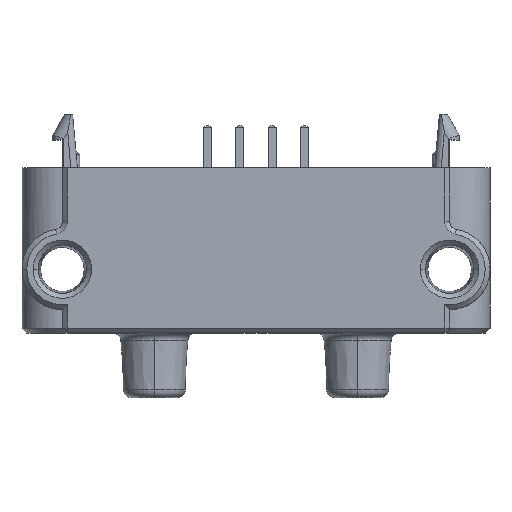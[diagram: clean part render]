
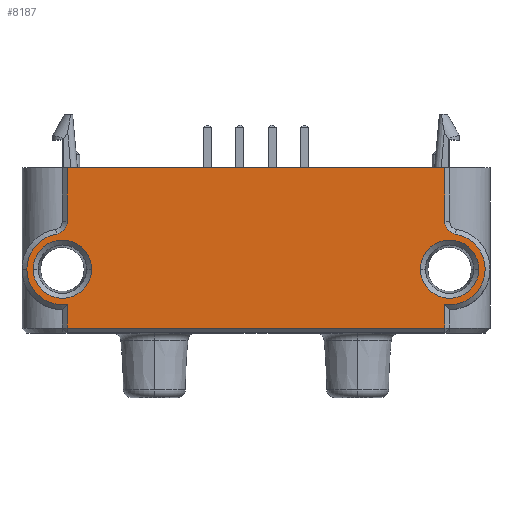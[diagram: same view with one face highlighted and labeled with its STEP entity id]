
A CAD part, top view. The second image highlights one B-rep face of the part: STEP entity #8187.
In plain terms, the highlighted planar face has unit normal (0, 0, 1).
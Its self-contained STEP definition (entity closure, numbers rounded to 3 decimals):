
#813 = CARTESIAN_POINT ( 'NONE',  ( -11.7, 0.3, 8.975 ) ) ;
#852 = CARTESIAN_POINT ( 'NONE',  ( -12., 3.95, 8.975 ) ) ;
#1005 = CIRCLE ( 'NONE', #10796, 2.2 ) ;
#1640 = VERTEX_POINT ( 'NONE', #7732 ) ;
#1743 = ORIENTED_EDGE ( 'NONE', *, *, #1859, .T. ) ;
#1809 = ORIENTED_EDGE ( 'NONE', *, *, #16615, .T. ) ;
#1859 = EDGE_CURVE ( 'NONE', #18764, #8794, #14429, .T. ) ;
#2029 = CARTESIAN_POINT ( 'NONE',  ( 11.7, 1.771, 8.975 ) ) ;
#2075 = LINE ( 'NONE', #16064, #12705 ) ;
#2160 = CARTESIAN_POINT ( 'NONE',  ( -12., 3.95, 8.975 ) ) ;
#2224 = ORIENTED_EDGE ( 'NONE', *, *, #11847, .T. ) ;
#2621 = AXIS2_PLACEMENT_3D ( 'NONE', #5220, #18439, #7122 ) ;
#2755 = DIRECTION ( 'NONE',  ( -1., 0., 0. ) ) ;
#2847 = CARTESIAN_POINT ( 'NONE',  ( 13.807, 3.95, 8.975 ) ) ;
#3114 = ORIENTED_EDGE ( 'NONE', *, *, #21502, .T. ) ;
#3187 = LINE ( 'NONE', #23295, #7573 ) ;
#3327 = FACE_BOUND ( 'NONE', #10071, .T. ) ;
#3335 = LINE ( 'NONE', #22872, #12166 ) ;
#3520 = AXIS2_PLACEMENT_3D ( 'NONE', #16428, #5124, #18352 ) ;
#3664 = DIRECTION ( 'NONE',  ( 0., -1., 0. ) ) ;
#4049 = DIRECTION ( 'NONE',  ( -1., 0., 0. ) ) ;
#4245 = VERTEX_POINT ( 'NONE', #20718 ) ;
#4246 = EDGE_CURVE ( 'NONE', #21741, #4245, #21799, .T. ) ;
#4267 = DIRECTION ( 'NONE',  ( 0., 0., -1. ) ) ;
#4362 = CARTESIAN_POINT ( 'NONE',  ( 11.7, 0.3, 8.975 ) ) ;
#4374 = EDGE_CURVE ( 'NONE', #12671, #17789, #8770, .T. ) ;
#4430 = DIRECTION ( 'NONE',  ( 0., 1., 0. ) ) ;
#4432 = EDGE_CURVE ( 'NONE', #19334, #14909, #3187, .T. ) ;
#4773 = DIRECTION ( 'NONE',  ( 1., 0., 0. ) ) ;
#5111 = EDGE_CURVE ( 'NONE', #13147, #18764, #5177, .T. ) ;
#5124 = DIRECTION ( 'NONE',  ( 0., 0., -1. ) ) ;
#5132 = CARTESIAN_POINT ( 'NONE',  ( 12., 3.95, 8.975 ) ) ;
#5177 = CIRCLE ( 'NONE', #2621, 0.8 ) ;
#5220 = CARTESIAN_POINT ( 'NONE',  ( -12.5, 6.908, 8.975 ) ) ;
#5940 = CARTESIAN_POINT ( 'NONE',  ( -10.193, 3.95, 8.975 ) ) ;
#6095 = VECTOR ( 'NONE', #11283, 1000. ) ;
#6144 = ORIENTED_EDGE ( 'NONE', *, *, #12824, .T. ) ;
#6491 = EDGE_CURVE ( 'NONE', #13704, #13147, #21710, .T. ) ;
#6904 = VERTEX_POINT ( 'NONE', #813 ) ;
#7032 = DIRECTION ( 'NONE',  ( -1., 0., 0. ) ) ;
#7122 = DIRECTION ( 'NONE',  ( -1., 0., 0. ) ) ;
#7573 = VECTOR ( 'NONE', #4430, 1000. ) ;
#7684 = AXIS2_PLACEMENT_3D ( 'NONE', #13450, #22966, #11618 ) ;
#7686 = CARTESIAN_POINT ( 'NONE',  ( -11.7, 10.25, 8.975 ) ) ;
#7732 = CARTESIAN_POINT ( 'NONE',  ( 12.367, 6.119, 8.975 ) ) ;
#8166 = DIRECTION ( 'NONE',  ( 0., -1., 0. ) ) ;
#8187 = ADVANCED_FACE ( 'NONE', ( #8330, #3327, #12748 ), #15324, .F. ) ;
#8228 = CIRCLE ( 'NONE', #14990, 0.8 ) ;
#8330 = FACE_BOUND ( 'NONE', #9486, .T. ) ;
#8770 = CIRCLE ( 'NONE', #14151, 1.807 ) ;
#8794 = VERTEX_POINT ( 'NONE', #13960 ) ;
#8857 = CARTESIAN_POINT ( 'NONE',  ( 12.5, 6.908, 8.975 ) ) ;
#8896 = ORIENTED_EDGE ( 'NONE', *, *, #6491, .T. ) ;
#9020 = DIRECTION ( 'NONE',  ( 0., 0., 1. ) ) ;
#9344 = EDGE_CURVE ( 'NONE', #13704, #4245, #2075, .T. ) ;
#9486 = EDGE_LOOP ( 'NONE', ( #6144, #23490 ) ) ;
#10071 = EDGE_LOOP ( 'NONE', ( #1809, #16265 ) ) ;
#10392 = CARTESIAN_POINT ( 'NONE',  ( 11.7, 6.908, 8.975 ) ) ;
#10394 = EDGE_CURVE ( 'NONE', #1640, #21741, #8228, .T. ) ;
#10641 = CIRCLE ( 'NONE', #3520, 1.807 ) ;
#10739 = DIRECTION ( 'NONE',  ( -1., 0., 0. ) ) ;
#10796 = AXIS2_PLACEMENT_3D ( 'NONE', #20343, #9020, #22265 ) ;
#10810 = CIRCLE ( 'NONE', #23456, 1.807 ) ;
#11007 = ORIENTED_EDGE ( 'NONE', *, *, #4246, .T. ) ;
#11175 = DIRECTION ( 'NONE',  ( 0., 0., -1. ) ) ;
#11283 = DIRECTION ( 'NONE',  ( 0., 1., 0. ) ) ;
#11618 = DIRECTION ( 'NONE',  ( -1., 0., 0. ) ) ;
#11847 = EDGE_CURVE ( 'NONE', #6904, #19334, #3335, .T. ) ;
#11907 = LINE ( 'NONE', #7686, #13104 ) ;
#12166 = VECTOR ( 'NONE', #13438, 1000. ) ;
#12253 = VERTEX_POINT ( 'NONE', #20120 ) ;
#12671 = VERTEX_POINT ( 'NONE', #21436 ) ;
#12705 = VECTOR ( 'NONE', #4773, 1000. ) ;
#12748 = FACE_OUTER_BOUND ( 'NONE', #14531, .T. ) ;
#12824 = EDGE_CURVE ( 'NONE', #17789, #12671, #10641, .T. ) ;
#13104 = VECTOR ( 'NONE', #3664, 1000. ) ;
#13147 = VERTEX_POINT ( 'NONE', #17410 ) ;
#13438 = DIRECTION ( 'NONE',  ( 1., 0., 0. ) ) ;
#13450 = CARTESIAN_POINT ( 'NONE',  ( -12., 10.25, 8.975 ) ) ;
#13704 = VERTEX_POINT ( 'NONE', #21706 ) ;
#13892 = EDGE_CURVE ( 'NONE', #12253, #24353, #14783, .T. ) ;
#13960 = CARTESIAN_POINT ( 'NONE',  ( -14.2, 3.95, 8.975 ) ) ;
#14054 = DIRECTION ( 'NONE',  ( 0., 0., 1. ) ) ;
#14151 = AXIS2_PLACEMENT_3D ( 'NONE', #15550, #4267, #17473 ) ;
#14170 = CIRCLE ( 'NONE', #19087, 2.2 ) ;
#14429 = CIRCLE ( 'NONE', #20919, 2.2 ) ;
#14531 = EDGE_LOOP ( 'NONE', ( #15772, #8896, #22930, #1743, #24036, #3114, #2224, #16817, #23635, #17673, #11007 ) ) ;
#14783 = CIRCLE ( 'NONE', #22369, 1.807 ) ;
#14909 = VERTEX_POINT ( 'NONE', #2029 ) ;
#14990 = AXIS2_PLACEMENT_3D ( 'NONE', #8857, #22095, #10739 ) ;
#15324 = PLANE ( 'NONE',  #7684 ) ;
#15342 = DIRECTION ( 'NONE',  ( 0., 0., -1. ) ) ;
#15550 = CARTESIAN_POINT ( 'NONE',  ( 12., 3.95, 8.975 ) ) ;
#15659 = CARTESIAN_POINT ( 'NONE',  ( -11.7, 10.25, 8.975 ) ) ;
#15772 = ORIENTED_EDGE ( 'NONE', *, *, #9344, .F. ) ;
#16064 = CARTESIAN_POINT ( 'NONE',  ( -12., 10.25, 8.975 ) ) ;
#16265 = ORIENTED_EDGE ( 'NONE', *, *, #13892, .T. ) ;
#16428 = CARTESIAN_POINT ( 'NONE',  ( 12., 3.95, 8.975 ) ) ;
#16615 = EDGE_CURVE ( 'NONE', #24353, #12253, #10810, .T. ) ;
#16639 = VECTOR ( 'NONE', #8166, 1000. ) ;
#16817 = ORIENTED_EDGE ( 'NONE', *, *, #4432, .T. ) ;
#16818 = CARTESIAN_POINT ( 'NONE',  ( 11.7, 10.25, 8.975 ) ) ;
#17410 = CARTESIAN_POINT ( 'NONE',  ( -11.7, 6.908, 8.975 ) ) ;
#17473 = DIRECTION ( 'NONE',  ( -1., 0., 0. ) ) ;
#17673 = ORIENTED_EDGE ( 'NONE', *, *, #10394, .T. ) ;
#17789 = VERTEX_POINT ( 'NONE', #2847 ) ;
#18352 = DIRECTION ( 'NONE',  ( -1., 0., 0. ) ) ;
#18359 = DIRECTION ( 'NONE',  ( 0., 0., 1. ) ) ;
#18439 = DIRECTION ( 'NONE',  ( 0., 0., -1. ) ) ;
#18764 = VERTEX_POINT ( 'NONE', #21389 ) ;
#19087 = AXIS2_PLACEMENT_3D ( 'NONE', #5132, #18359, #7032 ) ;
#19334 = VERTEX_POINT ( 'NONE', #4362 ) ;
#20120 = CARTESIAN_POINT ( 'NONE',  ( -13.807, 3.95, 8.975 ) ) ;
#20343 = CARTESIAN_POINT ( 'NONE',  ( -12., 3.95, 8.975 ) ) ;
#20718 = CARTESIAN_POINT ( 'NONE',  ( 11.7, 10.25, 8.975 ) ) ;
#20919 = AXIS2_PLACEMENT_3D ( 'NONE', #852, #14054, #2755 ) ;
#21000 = CARTESIAN_POINT ( 'NONE',  ( -11.7, 1.771, 8.975 ) ) ;
#21326 = EDGE_CURVE ( 'NONE', #8794, #24283, #1005, .T. ) ;
#21389 = CARTESIAN_POINT ( 'NONE',  ( -12.367, 6.119, 8.975 ) ) ;
#21436 = CARTESIAN_POINT ( 'NONE',  ( 10.193, 3.95, 8.975 ) ) ;
#21502 = EDGE_CURVE ( 'NONE', #24283, #6904, #11907, .T. ) ;
#21706 = CARTESIAN_POINT ( 'NONE',  ( -11.7, 10.25, 8.975 ) ) ;
#21710 = LINE ( 'NONE', #15659, #16639 ) ;
#21741 = VERTEX_POINT ( 'NONE', #10392 ) ;
#21799 = LINE ( 'NONE', #16818, #6095 ) ;
#22095 = DIRECTION ( 'NONE',  ( 0., 0., -1. ) ) ;
#22265 = DIRECTION ( 'NONE',  ( -1., 0., 0. ) ) ;
#22369 = AXIS2_PLACEMENT_3D ( 'NONE', #22533, #11175, #24448 ) ;
#22533 = CARTESIAN_POINT ( 'NONE',  ( -12., 3.95, 8.975 ) ) ;
#22872 = CARTESIAN_POINT ( 'NONE',  ( -12., 0.3, 8.975 ) ) ;
#22930 = ORIENTED_EDGE ( 'NONE', *, *, #5111, .T. ) ;
#22966 = DIRECTION ( 'NONE',  ( 0., 0., -1. ) ) ;
#23295 = CARTESIAN_POINT ( 'NONE',  ( 11.7, 10.25, 8.975 ) ) ;
#23456 = AXIS2_PLACEMENT_3D ( 'NONE', #2160, #15342, #4049 ) ;
#23490 = ORIENTED_EDGE ( 'NONE', *, *, #4374, .T. ) ;
#23635 = ORIENTED_EDGE ( 'NONE', *, *, #24114, .T. ) ;
#24036 = ORIENTED_EDGE ( 'NONE', *, *, #21326, .T. ) ;
#24114 = EDGE_CURVE ( 'NONE', #14909, #1640, #14170, .T. ) ;
#24283 = VERTEX_POINT ( 'NONE', #21000 ) ;
#24353 = VERTEX_POINT ( 'NONE', #5940 ) ;
#24448 = DIRECTION ( 'NONE',  ( -1., 0., 0. ) ) ;
